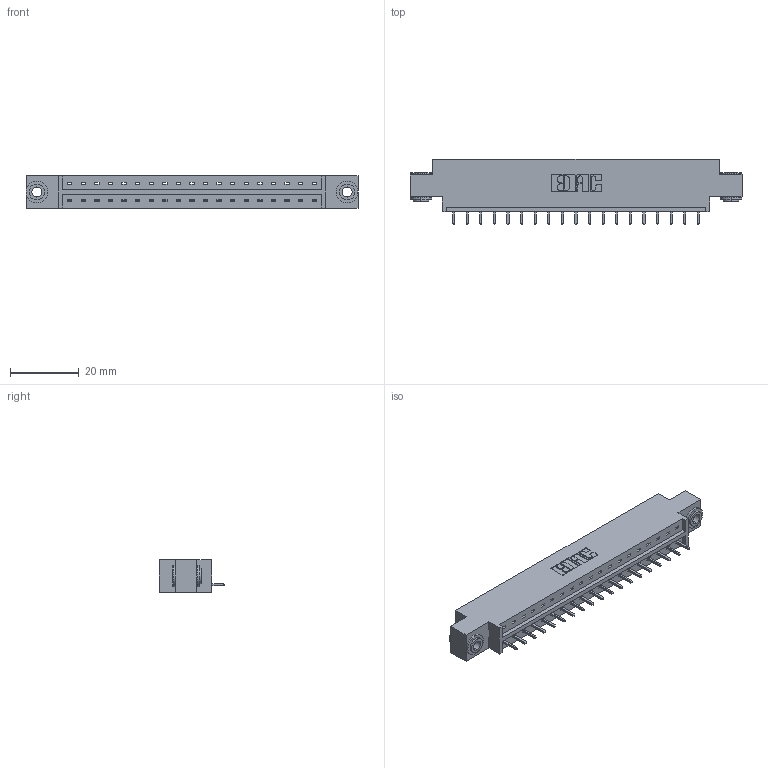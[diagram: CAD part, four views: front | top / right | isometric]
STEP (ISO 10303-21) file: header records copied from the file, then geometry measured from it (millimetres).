
FILE_DESCRIPTION (( 'STEP AP203' ), '1' );
FILE_NAME ('833-019-521-603.STEP', '2020-06-01T00:05:03', ( '' ), ( '' ), 'SwSTEP 2.0', 'SolidWorks 2020', '' );
FILE_SCHEMA (( 'CONFIG_CONTROL_DESIGN' ));
Length unit declared in the file: inch
Products named in the file (4): 345-292-001_345-293-121; 345-250-002_345-250-002-102; 833-019-521-603; 833 Part_Offset - .156 Dia - TH
Assembly tree (22 placements, depth 2):
  833-019-521-603
    833 Part_Offset - .156 Dia - TH
    345-292-001_345-293-121  x19
    345-250-002_345-250-002-102  x2
Bounding box: 96.82 x 19.06 x 9.4 mm (x, y, z)
Volume: 9283 mm3; surface area: 10094.9 mm2
Topology: 22 solids, 22 shells, 1258 faces, 3743 edges, 2466 vertices
Faces by surface type: plane 882, cylinder 368, cone 8
Entity records: 15390 total; most frequent: CARTESIAN_POINT 2638, ORIENTED_EDGE 2586, DIRECTION 2305, EDGE_CURVE 1293, LINE 1141, VECTOR 1141, VERTEX_POINT 858, AXIS2_PLACEMENT_3D 582
